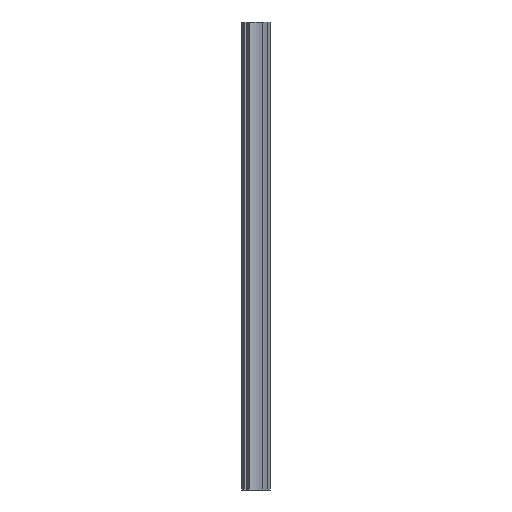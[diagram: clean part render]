
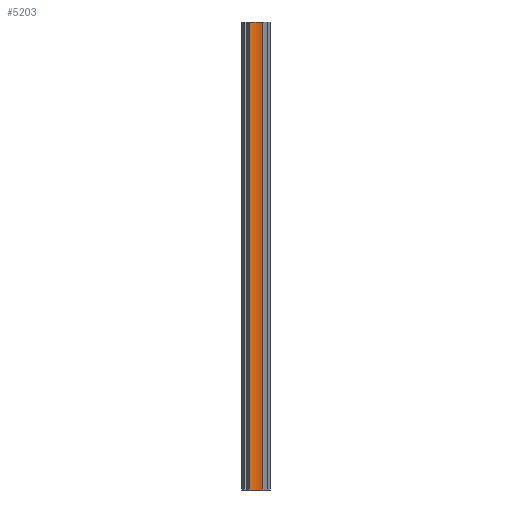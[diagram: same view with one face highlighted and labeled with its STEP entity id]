
A CAD part, front view. The second image highlights one B-rep face of the part: STEP entity #5203.
In plain terms, the highlighted cylindrical face has radius 40.283 mm (diameter 80.566 mm), a partial arc.
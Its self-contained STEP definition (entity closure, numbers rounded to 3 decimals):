
#418 = DIRECTION ( 'NONE',  ( 1., 0., 0. ) ) ;
#540 = ORIENTED_EDGE ( 'NONE', *, *, #5531, .F. ) ;
#710 = DIRECTION ( 'NONE',  ( 1., 0., 0. ) ) ;
#725 = AXIS2_PLACEMENT_3D ( 'NONE', #5194, #6185, #1929 ) ;
#1075 = CIRCLE ( 'NONE', #6222, 40.283 ) ;
#1242 = CARTESIAN_POINT ( 'NONE',  ( 13.638, 37.904, 1000. ) ) ;
#1290 = ORIENTED_EDGE ( 'NONE', *, *, #5859, .F. ) ;
#1767 = CARTESIAN_POINT ( 'NONE',  ( -13.638, 37.904, 1000. ) ) ;
#1789 = CARTESIAN_POINT ( 'NONE',  ( 0., 0., 0. ) ) ;
#1904 = DIRECTION ( 'NONE',  ( 0., 0., -1. ) ) ;
#1929 = DIRECTION ( 'NONE',  ( -1., 0., 0. ) ) ;
#2074 = EDGE_CURVE ( 'NONE', #5812, #4308, #5054, .T. ) ;
#2209 = VECTOR ( 'NONE', #1904, 1000. ) ;
#2427 = FACE_OUTER_BOUND ( 'NONE', #2761, .T. ) ;
#2636 = CARTESIAN_POINT ( 'NONE',  ( 13.638, 37.904, 1000. ) ) ;
#2761 = EDGE_LOOP ( 'NONE', ( #5287, #540, #1290, #7057 ) ) ;
#2945 = VERTEX_POINT ( 'NONE', #5821 ) ;
#3062 = CARTESIAN_POINT ( 'NONE',  ( -13.638, 37.904, 1000. ) ) ;
#3394 = DIRECTION ( 'NONE',  ( 0., 0., -1. ) ) ;
#3789 = DIRECTION ( 'NONE',  ( 0., 0., -1. ) ) ;
#4308 = VERTEX_POINT ( 'NONE', #4875 ) ;
#4407 = EDGE_CURVE ( 'NONE', #4308, #2945, #6111, .T. ) ;
#4875 = CARTESIAN_POINT ( 'NONE',  ( -13.638, 37.904, 0. ) ) ;
#5054 = LINE ( 'NONE', #1767, #2209 ) ;
#5194 = CARTESIAN_POINT ( 'NONE',  ( 0., 0., 1000. ) ) ;
#5203 = ADVANCED_FACE ( 'NONE', ( #2427 ), #5261, .F. ) ;
#5261 = CYLINDRICAL_SURFACE ( 'NONE', #725, 40.283 ) ;
#5287 = ORIENTED_EDGE ( 'NONE', *, *, #4407, .T. ) ;
#5420 = VECTOR ( 'NONE', #3394, 1000. ) ;
#5531 = EDGE_CURVE ( 'NONE', #5878, #2945, #6076, .T. ) ;
#5755 = AXIS2_PLACEMENT_3D ( 'NONE', #1789, #6249, #710 ) ;
#5812 = VERTEX_POINT ( 'NONE', #3062 ) ;
#5821 = CARTESIAN_POINT ( 'NONE',  ( 13.638, 37.904, 0. ) ) ;
#5859 = EDGE_CURVE ( 'NONE', #5812, #5878, #1075, .T. ) ;
#5878 = VERTEX_POINT ( 'NONE', #2636 ) ;
#5904 = CARTESIAN_POINT ( 'NONE',  ( 0., 0., 1000. ) ) ;
#6076 = LINE ( 'NONE', #1242, #5420 ) ;
#6111 = CIRCLE ( 'NONE', #5755, 40.283 ) ;
#6185 = DIRECTION ( 'NONE',  ( 0., 0., -1. ) ) ;
#6222 = AXIS2_PLACEMENT_3D ( 'NONE', #5904, #3789, #418 ) ;
#6249 = DIRECTION ( 'NONE',  ( 0., 0., -1. ) ) ;
#7057 = ORIENTED_EDGE ( 'NONE', *, *, #2074, .T. ) ;
